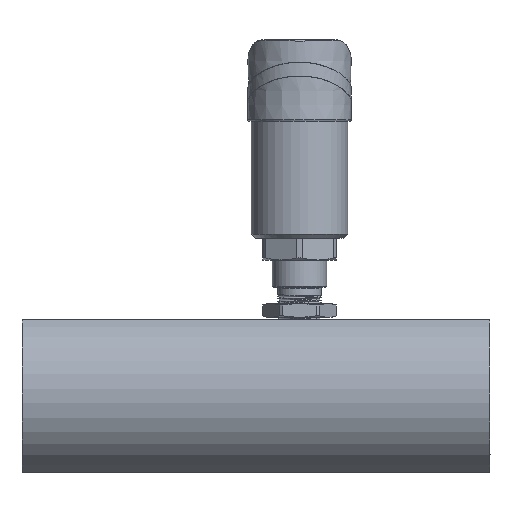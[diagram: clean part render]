
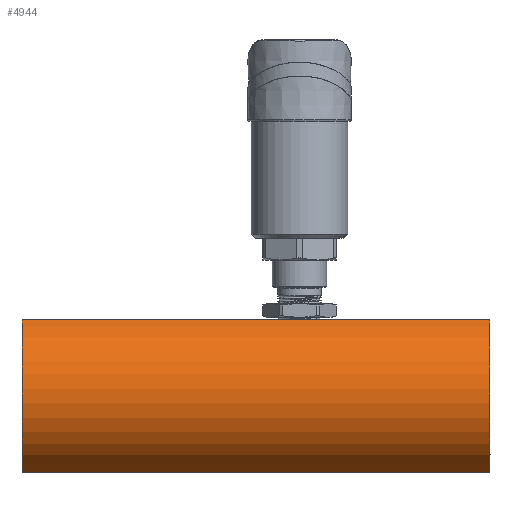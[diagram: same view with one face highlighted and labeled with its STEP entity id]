
A CAD part, left-side view. The second image highlights one B-rep face of the part: STEP entity #4944.
In plain terms, the highlighted cylindrical face has radius 31 mm (diameter 62 mm), a partial arc.
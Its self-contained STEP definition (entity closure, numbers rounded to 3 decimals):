
#2772=LINE('',#31921,#3505);
#2773=LINE('',#31926,#3506);
#3505=VECTOR('',#17438,1.);
#3506=VECTOR('',#17441,1.);
#3638=CYLINDRICAL_SURFACE('',#14952,31.);
#3987=CIRCLE('',#14950,31.);
#3988=CIRCLE('',#14951,31.);
#4944=ADVANCED_FACE('',(#5665),#3638,.T.);
#5665=FACE_OUTER_BOUND('',#6487,.T.);
#6487=EDGE_LOOP('',(#10903,#10904,#10905,#10906));
#10903=ORIENTED_EDGE('',*,*,#13969,.T.);
#10904=ORIENTED_EDGE('',*,*,#13970,.T.);
#10905=ORIENTED_EDGE('',*,*,#13971,.F.);
#10906=ORIENTED_EDGE('',*,*,#13972,.T.);
#12201=VERTEX_POINT('',#31922);
#12202=VERTEX_POINT('',#31923);
#12203=VERTEX_POINT('',#31925);
#12204=VERTEX_POINT('',#31927);
#13969=EDGE_CURVE('',#12201,#12202,#2772,.T.);
#13970=EDGE_CURVE('',#12202,#12203,#3987,.T.);
#13971=EDGE_CURVE('',#12204,#12203,#2773,.T.);
#13972=EDGE_CURVE('',#12204,#12201,#3988,.T.);
#14950=AXIS2_PLACEMENT_3D('',#31924,#17439,#17440);
#14951=AXIS2_PLACEMENT_3D('',#31928,#17442,#17443);
#14952=AXIS2_PLACEMENT_3D('',#31929,#17444,#17445);
#17438=DIRECTION('',(0.,-1.,0.));
#17439=DIRECTION('',(0.,1.,0.));
#17440=DIRECTION('',(-1.,0.,0.));
#17441=DIRECTION('',(0.,-1.,0.));
#17442=DIRECTION('',(0.,-1.,0.));
#17443=DIRECTION('',(-1.,0.,0.));
#17444=DIRECTION('',(0.,-1.,0.));
#17445=DIRECTION('',(-1.,0.,0.));
#31921=CARTESIAN_POINT('',(12.196,147.,-150.));
#31922=CARTESIAN_POINT('',(12.196,138.4,-150.));
#31923=CARTESIAN_POINT('',(12.196,-33.6,-150.));
#31924=CARTESIAN_POINT('',(25.5,-33.6,-122.));
#31925=CARTESIAN_POINT('',(12.196,-33.6,-94.));
#31926=CARTESIAN_POINT('',(12.196,147.,-94.));
#31927=CARTESIAN_POINT('',(12.196,138.4,-94.));
#31928=CARTESIAN_POINT('',(25.5,138.4,-122.));
#31929=CARTESIAN_POINT('',(25.5,147.,-122.));
